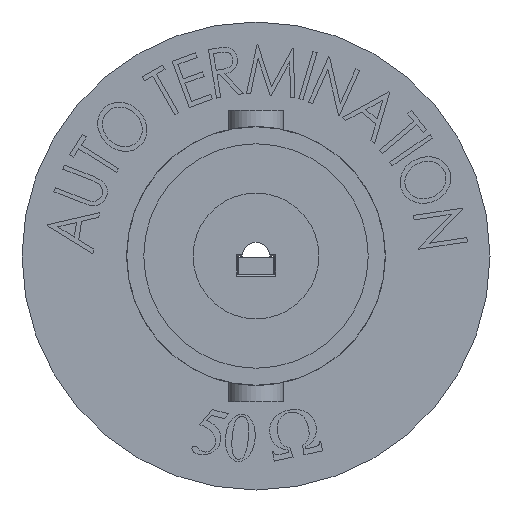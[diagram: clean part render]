
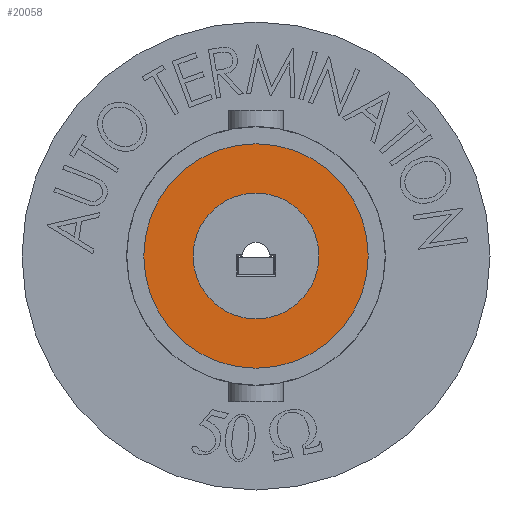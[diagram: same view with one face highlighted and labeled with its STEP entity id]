
A CAD part, front view. The second image highlights one B-rep face of the part: STEP entity #20058.
In plain terms, the highlighted planar face has unit normal (0, -1, 0).
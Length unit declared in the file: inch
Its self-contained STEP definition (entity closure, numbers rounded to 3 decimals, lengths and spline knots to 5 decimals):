
#57 = CARTESIAN_POINT ( 'NONE',  ( 0., -0.291, 0. ) ) ;
#560 = ORIENTED_EDGE ( 'NONE', *, *, #10574, .F. ) ;
#917 = CARTESIAN_POINT ( 'NONE',  ( 0., -0.291, 0. ) ) ;
#1227 = CARTESIAN_POINT ( 'NONE',  ( 0., -0.291, 0. ) ) ;
#1239 = EDGE_CURVE ( 'NONE', #1333, #12361, #9553, .T. ) ;
#1333 = VERTEX_POINT ( 'NONE', #16039 ) ;
#1970 = DIRECTION ( 'NONE',  ( 0., -1., 0. ) ) ;
#2838 = ORIENTED_EDGE ( 'NONE', *, *, #1239, .T. ) ;
#4722 = DIRECTION ( 'NONE',  ( 0., -1., 0. ) ) ;
#5173 = AXIS2_PLACEMENT_3D ( 'NONE', #15625, #12375, #10208 ) ;
#5713 = DIRECTION ( 'NONE',  ( 0., 0., -1. ) ) ;
#5762 = AXIS2_PLACEMENT_3D ( 'NONE', #1227, #6955, #15809 ) ;
#6061 = ORIENTED_EDGE ( 'NONE', *, *, #17603, .F. ) ;
#6316 = CIRCLE ( 'NONE', #5173, 0.0925 ) ;
#6462 = EDGE_LOOP ( 'NONE', ( #6061, #560 ) ) ;
#6955 = DIRECTION ( 'NONE',  ( 0., -1., 0. ) ) ;
#7530 = CARTESIAN_POINT ( 'NONE',  ( 0., -0.291, 0.0925 ) ) ;
#8533 = FACE_BOUND ( 'NONE', #6462, .T. ) ;
#9553 = CIRCLE ( 'NONE', #5762, 0.165 ) ;
#9711 = AXIS2_PLACEMENT_3D ( 'NONE', #917, #4722, #17518 ) ;
#10208 = DIRECTION ( 'NONE',  ( 0., 0., -1. ) ) ;
#10561 = FACE_OUTER_BOUND ( 'NONE', #10620, .T. ) ;
#10574 = EDGE_CURVE ( 'NONE', #22252, #21315, #16989, .T. ) ;
#10613 = AXIS2_PLACEMENT_3D ( 'NONE', #57, #1970, #22302 ) ;
#10620 = EDGE_LOOP ( 'NONE', ( #18953, #2838 ) ) ;
#12361 = VERTEX_POINT ( 'NONE', #16292 ) ;
#12375 = DIRECTION ( 'NONE',  ( 0., -1., 0. ) ) ;
#14268 = CARTESIAN_POINT ( 'NONE',  ( 0., -0.291, -0.0925 ) ) ;
#14411 = PLANE ( 'NONE',  #10613 ) ;
#14681 = CIRCLE ( 'NONE', #9711, 0.165 ) ;
#14915 = DIRECTION ( 'NONE',  ( 0., -1., 0. ) ) ;
#15155 = CARTESIAN_POINT ( 'NONE',  ( 0., -0.291, 0. ) ) ;
#15625 = CARTESIAN_POINT ( 'NONE',  ( 0., -0.291, 0. ) ) ;
#15809 = DIRECTION ( 'NONE',  ( 0., 0., -1. ) ) ;
#16039 = CARTESIAN_POINT ( 'NONE',  ( 0., -0.291, 0.165 ) ) ;
#16292 = CARTESIAN_POINT ( 'NONE',  ( 0., -0.291, -0.165 ) ) ;
#16961 = EDGE_CURVE ( 'NONE', #12361, #1333, #14681, .T. ) ;
#16989 = CIRCLE ( 'NONE', #20443, 0.0925 ) ;
#17518 = DIRECTION ( 'NONE',  ( 0., 0., -1. ) ) ;
#17603 = EDGE_CURVE ( 'NONE', #21315, #22252, #6316, .T. ) ;
#18953 = ORIENTED_EDGE ( 'NONE', *, *, #16961, .T. ) ;
#20058 = ADVANCED_FACE ( 'NONE', ( #10561, #8533 ), #14411, .T. ) ;
#20443 = AXIS2_PLACEMENT_3D ( 'NONE', #15155, #14915, #5713 ) ;
#21315 = VERTEX_POINT ( 'NONE', #7530 ) ;
#22252 = VERTEX_POINT ( 'NONE', #14268 ) ;
#22302 = DIRECTION ( 'NONE',  ( 0., 0., -1. ) ) ;
